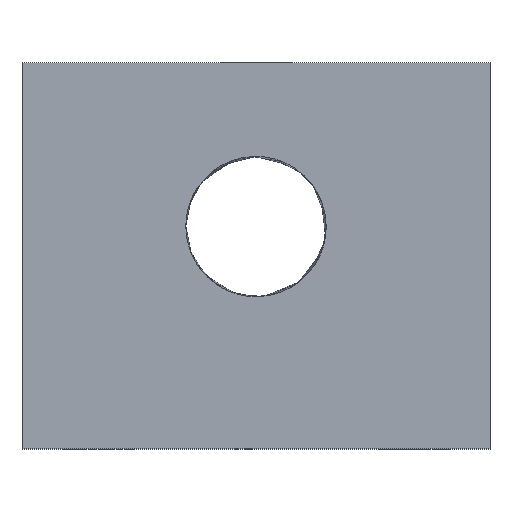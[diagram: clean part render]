
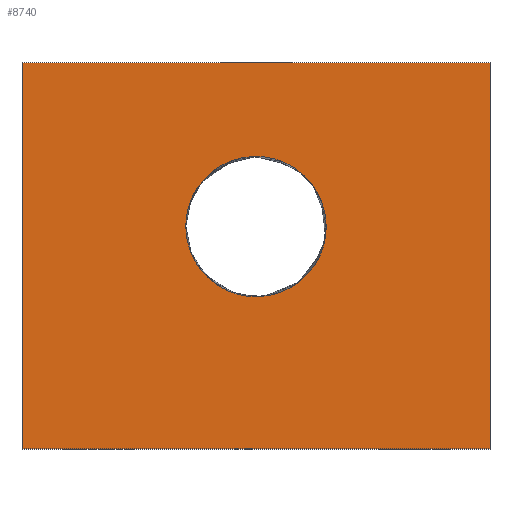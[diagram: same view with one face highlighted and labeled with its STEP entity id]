
A CAD part, top view. The second image highlights one B-rep face of the part: STEP entity #8740.
In plain terms, the highlighted free-form (B-spline) face has degree [1, 1] with [2, 2] control points.
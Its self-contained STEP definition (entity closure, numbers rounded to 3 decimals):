
#1380 = CARTESIAN_POINT ('', (20., 0., 18.));
#1390 = VERTEX_POINT ('', #1380);
#1450 = CARTESIAN_POINT ('', (-20., 0., 18.));
#1460 = VERTEX_POINT ('', #1450);
#1470 = CARTESIAN_POINT ('', (-20., 0., 18.));
#1480 = CARTESIAN_POINT ('', (20., 0., 18.));
#1490 = B_SPLINE_CURVE_WITH_KNOTS ('', 1, (#1470, #1480), .UNSPECIFIED., .F., .U., (2, 2), (0., 1.), .UNSPECIFIED.);
#1500 = EDGE_CURVE ('', #1460, #1390, #1490, .T.);
#4430 = CARTESIAN_POINT ('', (20., 33., 18.));
#4440 = VERTEX_POINT ('', #4430);
#4500 = CARTESIAN_POINT ('', (20., 33., 18.));
#4510 = CARTESIAN_POINT ('', (20., 0., 18.));
#4520 = B_SPLINE_CURVE_WITH_KNOTS ('', 1, (#4500, #4510), .UNSPECIFIED., .F., .U., (2, 2), (0., 1.), .UNSPECIFIED.);
#4530 = EDGE_CURVE ('', #4440, #1390, #4520, .T.);
#4710 = CARTESIAN_POINT ('', (-20., 33., 18.));
#4720 = VERTEX_POINT ('', #4710);
#4780 = CARTESIAN_POINT ('', (20., 33., 18.));
#4790 = CARTESIAN_POINT ('', (-20., 33., 18.));
#4800 = B_SPLINE_CURVE_WITH_KNOTS ('', 1, (#4780, #4790), .UNSPECIFIED., .F., .U., (2, 2), (0., 1.), .UNSPECIFIED.);
#4810 = EDGE_CURVE ('', #4440, #4720, #4800, .T.);
#8290 = CARTESIAN_POINT ('', (-20., 0., 18.));
#8300 = CARTESIAN_POINT ('', (-20., 33., 18.));
#8310 = B_SPLINE_CURVE_WITH_KNOTS ('', 1, (#8290, #8300), .UNSPECIFIED., .F., .U., (2, 2), (0., 1.), .UNSPECIFIED.);
#8320 = EDGE_CURVE ('', #1460, #4720, #8310, .T.);
#8430 = ORIENTED_EDGE ('', *, *, #4530, .F.);
#8440 = ORIENTED_EDGE ('', *, *, #4810, .T.);
#8450 = ORIENTED_EDGE ('', *, *, #8320, .F.);
#8460 = ORIENTED_EDGE ('', *, *, #1500, .T.);
#8470 = EDGE_LOOP ('', (#8430, #8440, #8450, #8460));
#8480 = FACE_OUTER_BOUND ('', #8470, .T.);
#8490 = CARTESIAN_POINT ('', (6., 19., 18.));
#8500 = VERTEX_POINT ('', #8490);
#8510 = CARTESIAN_POINT ('', (-6., 19., 18.));
#8520 = VERTEX_POINT ('', #8510);
#8530 = CARTESIAN_POINT ('', (6., 19., 18.));
#8540 = CARTESIAN_POINT ('', (6., 31., 18.));
#8550 = CARTESIAN_POINT ('', (-6., 31., 18.));
#8560 = CARTESIAN_POINT ('', (-6., 19., 18.));
#8570 = (
   BOUNDED_CURVE ()
   B_SPLINE_CURVE (3, (#8530, #8540, #8550, #8560), .UNSPECIFIED., .F., .U.)
   B_SPLINE_CURVE_WITH_KNOTS ((4, 4), (0., 1.), .UNSPECIFIED.)
   CURVE ()
   GEOMETRIC_REPRESENTATION_ITEM ()
   RATIONAL_B_SPLINE_CURVE ((1., 0.333, 0.333, 1.))
   REPRESENTATION_ITEM ('')
);
#8580 = EDGE_CURVE ('', #8500, #8520, #8570, .T.);
#8590 = ORIENTED_EDGE ('', *, *, #8580, .F.);
#8600 = CARTESIAN_POINT ('', (-6., 19., 18.));
#8610 = CARTESIAN_POINT ('', (-6., 7., 18.));
#8620 = CARTESIAN_POINT ('', (6., 7., 18.));
#8630 = CARTESIAN_POINT ('', (6., 19., 18.));
#8640 = (
   BOUNDED_CURVE ()
   B_SPLINE_CURVE (3, (#8600, #8610, #8620, #8630), .UNSPECIFIED., .F., .U.)
   B_SPLINE_CURVE_WITH_KNOTS ((4, 4), (0., 1.), .UNSPECIFIED.)
   CURVE ()
   GEOMETRIC_REPRESENTATION_ITEM ()
   RATIONAL_B_SPLINE_CURVE ((1., 0.333, 0.333, 1.))
   REPRESENTATION_ITEM ('')
);
#8650 = EDGE_CURVE ('', #8520, #8500, #8640, .T.);
#8660 = ORIENTED_EDGE ('', *, *, #8650, .F.);
#8670 = EDGE_LOOP ('', (#8590, #8660));
#8680 = FACE_BOUND ('', #8670, .T.);
#8690 = CARTESIAN_POINT ('', (-20., 0., 18.));
#8700 = CARTESIAN_POINT ('', (-20., 33., 18.));
#8710 = CARTESIAN_POINT ('', (20., 0., 18.));
#8720 = CARTESIAN_POINT ('', (20., 33., 18.));
#8730 = B_SPLINE_SURFACE_WITH_KNOTS ('', 1, 1, ((#8690, #8700), (#8710, #8720)), .UNSPECIFIED., .F., .F., .U., (2, 2), (2, 2), (0., 1.), (0., 1.), .UNSPECIFIED.);
#8740 = ADVANCED_FACE ('', (#8480, #8680), #8730, .T.);
